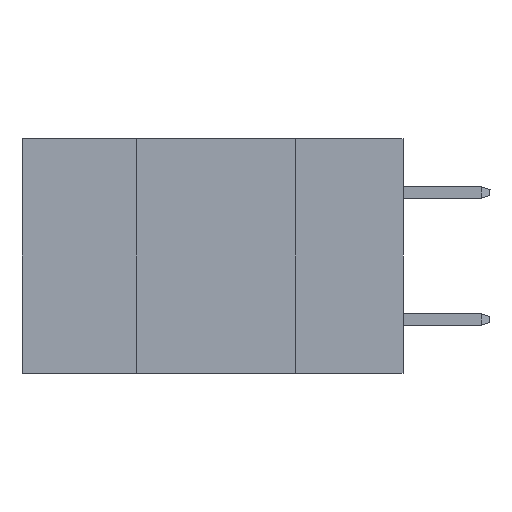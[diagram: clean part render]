
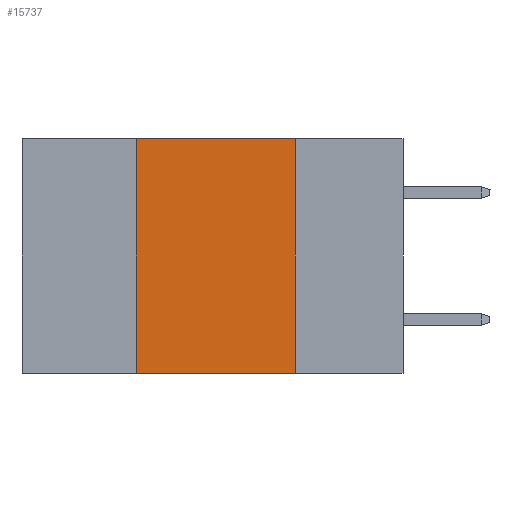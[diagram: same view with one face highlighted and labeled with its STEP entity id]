
A CAD part, left-side view. The second image highlights one B-rep face of the part: STEP entity #15737.
In plain terms, the highlighted planar face has unit normal (-1, 0, 0).
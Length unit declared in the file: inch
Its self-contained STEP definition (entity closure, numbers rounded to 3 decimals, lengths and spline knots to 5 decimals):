
#862 = DIRECTION ( 'NONE',  ( 0., 0., 1. ) ) ;
#2007 = CARTESIAN_POINT ( 'NONE',  ( 0., 0.42, 0. ) ) ;
#2314 = CARTESIAN_POINT ( 'NONE',  ( 0., 0.17, -0.37 ) ) ;
#4732 = DIRECTION ( 'NONE',  ( 0., -1., 0. ) ) ;
#6283 = AXIS2_PLACEMENT_3D ( 'NONE', #18604, #10775, #13925 ) ;
#9706 = VECTOR ( 'NONE', #32664, 39.37008 ) ;
#10599 = CARTESIAN_POINT ( 'NONE',  ( 0., 0.6, -0.37 ) ) ;
#10775 = DIRECTION ( 'NONE',  ( 1., 0., 0. ) ) ;
#11147 = ORIENTED_EDGE ( 'NONE', *, *, #12557, .F. ) ;
#12548 = VECTOR ( 'NONE', #4732, 39.37008 ) ;
#12557 = EDGE_CURVE ( 'NONE', #35254, #24391, #23704, .T. ) ;
#12761 = EDGE_CURVE ( 'NONE', #35254, #32239, #15782, .T. ) ;
#13925 = DIRECTION ( 'NONE',  ( 0., 0., -1. ) ) ;
#14327 = ORIENTED_EDGE ( 'NONE', *, *, #34599, .F. ) ;
#14456 = CARTESIAN_POINT ( 'NONE',  ( 0., 0.17, 0. ) ) ;
#15737 = ADVANCED_FACE ( 'NONE', ( #35961 ), #27699, .F. ) ;
#15782 = LINE ( 'NONE', #10599, #9706 ) ;
#16629 = CARTESIAN_POINT ( 'NONE',  ( 0., 0.17, 0. ) ) ;
#18604 = CARTESIAN_POINT ( 'NONE',  ( 0., 0.6, 0. ) ) ;
#18889 = ORIENTED_EDGE ( 'NONE', *, *, #12761, .T. ) ;
#23704 = LINE ( 'NONE', #32123, #24990 ) ;
#24104 = VERTEX_POINT ( 'NONE', #14456 ) ;
#24391 = VERTEX_POINT ( 'NONE', #2007 ) ;
#24469 = LINE ( 'NONE', #35448, #12548 ) ;
#24990 = VECTOR ( 'NONE', #862, 39.37008 ) ;
#26483 = ORIENTED_EDGE ( 'NONE', *, *, #30554, .F. ) ;
#27699 = PLANE ( 'NONE',  #6283 ) ;
#30554 = EDGE_CURVE ( 'NONE', #24391, #24104, #24469, .T. ) ;
#30564 = LINE ( 'NONE', #16629, #30849 ) ;
#30849 = VECTOR ( 'NONE', #33507, 39.37008 ) ;
#32123 = CARTESIAN_POINT ( 'NONE',  ( 0., 0.42, 0. ) ) ;
#32239 = VERTEX_POINT ( 'NONE', #2314 ) ;
#32664 = DIRECTION ( 'NONE',  ( 0., -1., 0. ) ) ;
#33507 = DIRECTION ( 'NONE',  ( 0., 0., -1. ) ) ;
#34599 = EDGE_CURVE ( 'NONE', #24104, #32239, #30564, .T. ) ;
#35254 = VERTEX_POINT ( 'NONE', #35605 ) ;
#35448 = CARTESIAN_POINT ( 'NONE',  ( 0., 0.6, 0. ) ) ;
#35605 = CARTESIAN_POINT ( 'NONE',  ( 0., 0.42, -0.37 ) ) ;
#35961 = FACE_OUTER_BOUND ( 'NONE', #36165, .T. ) ;
#36165 = EDGE_LOOP ( 'NONE', ( #14327, #26483, #11147, #18889 ) ) ;
